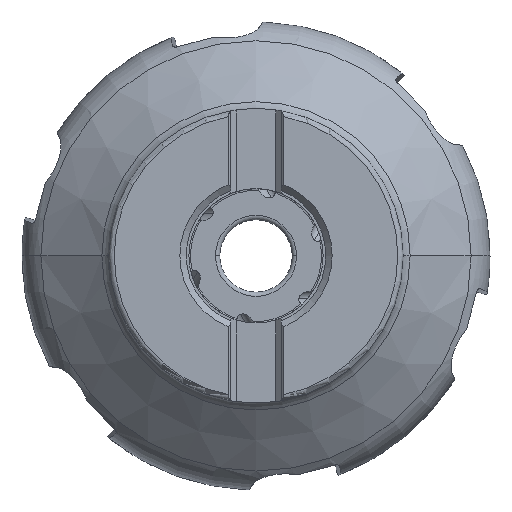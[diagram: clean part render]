
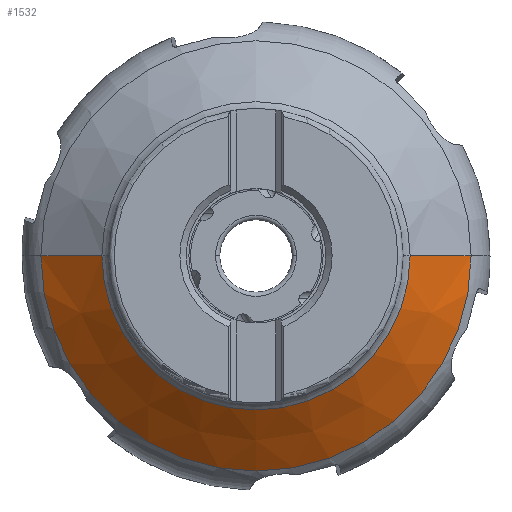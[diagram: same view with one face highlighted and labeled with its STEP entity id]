
A CAD part, top view. The second image highlights one B-rep face of the part: STEP entity #1532.
In plain terms, the highlighted conical face has half-angle 50 degrees and reference radius 34.908 mm.
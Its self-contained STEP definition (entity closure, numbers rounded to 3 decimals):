
#1532=ADVANCED_FACE('',(#2466),#2075,.T.);
#2075=CONICAL_SURFACE('',#16359,34.908,50.);
#2466=FACE_OUTER_BOUND('',#3390,.T.);
#3390=EDGE_LOOP('',(#8488,#8489,#8490,#8491));
#4240=LINE('',#39750,#4920);
#4241=LINE('',#39754,#4921);
#4920=VECTOR('',#18862,1.);
#4921=VECTOR('',#18865,1.);
#8488=ORIENTED_EDGE('',*,*,#13256,.T.);
#8489=ORIENTED_EDGE('',*,*,#13627,.F.);
#8490=ORIENTED_EDGE('',*,*,#13628,.F.);
#8491=ORIENTED_EDGE('',*,*,#13629,.T.);
#11386=VERTEX_POINT('',#27724);
#11387=VERTEX_POINT('',#27726);
#11762=VERTEX_POINT('',#39751);
#11763=VERTEX_POINT('',#39753);
#13256=EDGE_CURVE('',#11386,#11387,#14930,.T.);
#13627=EDGE_CURVE('',#11762,#11387,#4240,.T.);
#13628=EDGE_CURVE('',#11763,#11762,#14993,.T.);
#13629=EDGE_CURVE('',#11763,#11386,#4241,.T.);
#14930=CIRCLE('',#16148,40.67);
#14993=CIRCLE('',#16358,29.146);
#16148=AXIS2_PLACEMENT_3D('',#31948,#18286,#18287);
#16358=AXIS2_PLACEMENT_3D('',#39752,#18863,#18864);
#16359=AXIS2_PLACEMENT_3D('',#39755,#18866,#18867);
#18286=DIRECTION('',(0.,0.,1.));
#18287=DIRECTION('',(-1.,0.,0.));
#18862=DIRECTION('',(0.766,0.,-0.643));
#18863=DIRECTION('',(0.,0.,1.));
#18864=DIRECTION('',(-1.,0.,0.));
#18865=DIRECTION('',(-0.766,0.,-0.643));
#18866=DIRECTION('',(0.,0.,-1.));
#18867=DIRECTION('',(1.,0.,0.));
#27724=CARTESIAN_POINT('',(-40.67,0.,-25.804));
#27726=CARTESIAN_POINT('',(40.67,0.,-25.804));
#31948=CARTESIAN_POINT('',(0.,0.,-25.804));
#39750=CARTESIAN_POINT('',(40.67,0.,-25.804));
#39751=CARTESIAN_POINT('',(29.146,0.,-16.134));
#39752=CARTESIAN_POINT('',(0.,0.,-16.134));
#39753=CARTESIAN_POINT('',(-29.146,0.,-16.134));
#39754=CARTESIAN_POINT('',(-40.67,0.,-25.804));
#39755=CARTESIAN_POINT('',(0.,0.,-20.969));
